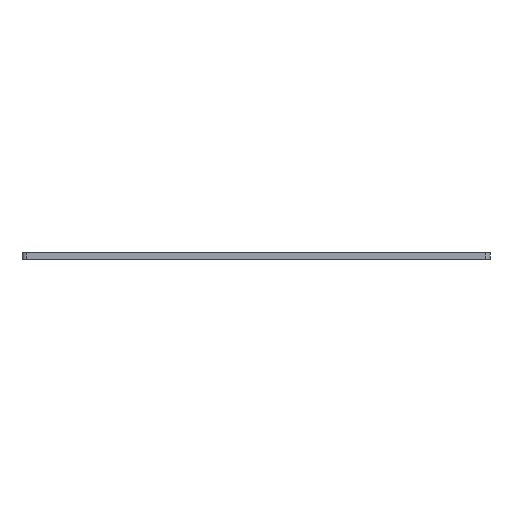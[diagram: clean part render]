
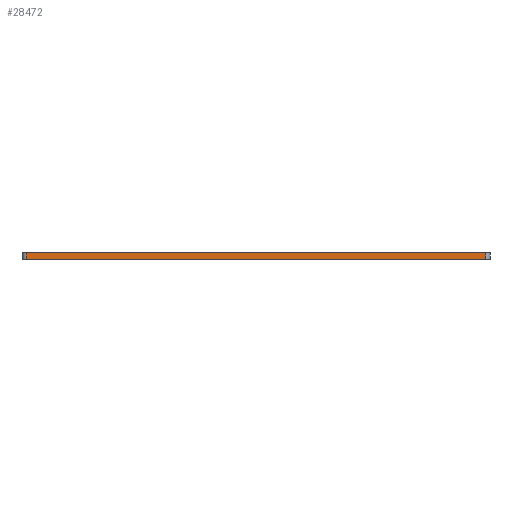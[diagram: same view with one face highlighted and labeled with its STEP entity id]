
A CAD part, front view. The second image highlights one B-rep face of the part: STEP entity #28472.
In plain terms, the highlighted planar face has unit normal (0, -1, 0).
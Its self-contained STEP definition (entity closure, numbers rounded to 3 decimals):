
#3721=FACE_OUTER_BOUND('',#5361,.T.);
#5361=EDGE_LOOP('',(#26342,#26343,#26344,#26345));
#5422=LINE('',#39812,#8234);
#6146=LINE('',#42621,#8958);
#8172=LINE('',#48029,#10984);
#8174=LINE('',#48032,#10986);
#8234=VECTOR('',#31413,1000.);
#8958=VECTOR('',#33535,1000.);
#10984=VECTOR('',#39631,1000.);
#10986=VECTOR('',#39635,10.);
#11052=VERTEX_POINT('',#39808);
#11054=VERTEX_POINT('',#39811);
#12434=VERTEX_POINT('',#42607);
#12440=VERTEX_POINT('',#42619);
#13861=EDGE_CURVE('',#11054,#11052,#5422,.T.);
#15270=EDGE_CURVE('',#12434,#12440,#6146,.T.);
#17974=EDGE_CURVE('',#12434,#11052,#8172,.T.);
#17976=EDGE_CURVE('',#12440,#11054,#8174,.T.);
#26342=ORIENTED_EDGE('',*,*,#17976,.T.);
#26343=ORIENTED_EDGE('',*,*,#13861,.T.);
#26344=ORIENTED_EDGE('',*,*,#17974,.F.);
#26345=ORIENTED_EDGE('',*,*,#15270,.T.);
#27075=PLANE('',#31268);
#28472=ADVANCED_FACE('',(#3721),#27075,.T.);
#31268=AXIS2_PLACEMENT_3D('',#48031,#39633,#39634);
#31413=DIRECTION('',(1.,0.,0.));
#33535=DIRECTION('',(-1.,0.,0.));
#39631=DIRECTION('',(0.,0.,-1.));
#39633=DIRECTION('center_axis',(0.,-1.,0.));
#39634=DIRECTION('ref_axis',(1.,0.,0.));
#39635=DIRECTION('',(0.,0.,-1.));
#39808=CARTESIAN_POINT('',(216.2,6.,-6.));
#39811=CARTESIAN_POINT('',(8.2,6.,-6.));
#39812=CARTESIAN_POINT('',(216.2,6.,-6.));
#42607=CARTESIAN_POINT('',(216.2,6.,-3.));
#42619=CARTESIAN_POINT('',(8.2,6.,-3.));
#42621=CARTESIAN_POINT('',(216.2,6.,-3.));
#48029=CARTESIAN_POINT('',(216.2,6.,-3.));
#48031=CARTESIAN_POINT('Origin',(216.2,6.,-3.));
#48032=CARTESIAN_POINT('',(8.2,6.,-5.));
